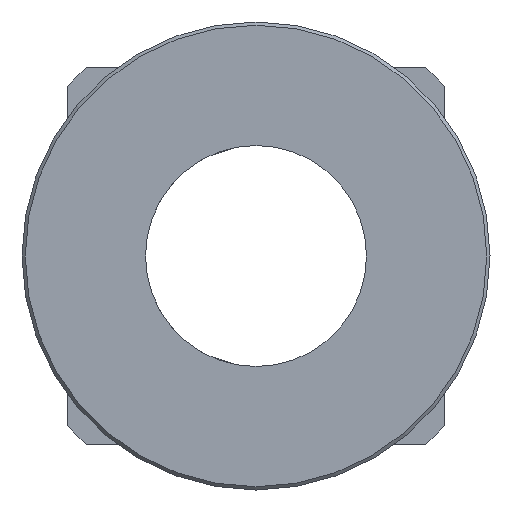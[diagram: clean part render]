
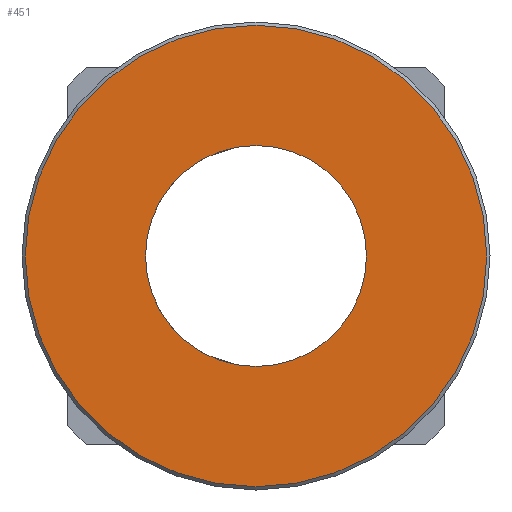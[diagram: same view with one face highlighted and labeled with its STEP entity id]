
A CAD part, left-side view. The second image highlights one B-rep face of the part: STEP entity #451.
In plain terms, the highlighted planar face has unit normal (-1, 0, 0).
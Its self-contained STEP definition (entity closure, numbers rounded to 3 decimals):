
#71=PLANE($,#494);
#92=FACE_BOUND($,#166,.T.);
#93=FACE_BOUND($,#167,.T.);
#166=EDGE_LOOP($,(#356));
#167=EDGE_LOOP($,(#357));
#213=CIRCLE($,#480,17.);
#220=CIRCLE($,#493,35.5);
#241=VERTEX_POINT($,#673);
#252=VERTEX_POINT($,#849);
#285=EDGE_CURVE($,#241,#241,#213,.T.);
#296=EDGE_CURVE($,#252,#252,#220,.T.);
#356=ORIENTED_EDGE($,*,*,#285,.T.);
#357=ORIENTED_EDGE($,*,*,#296,.F.);
#451=ADVANCED_FACE($,(#92,#93),#71,.T.);
#480=AXIS2_PLACEMENT_3D($,#674,#545,#546);
#493=AXIS2_PLACEMENT_3D($,#850,#571,#572);
#494=AXIS2_PLACEMENT_3D($,#851,#573,#574);
#545=DIRECTION('center_axis',(1.,0.,0.));
#546=DIRECTION('ref_axis',(0.,0.,-1.));
#571=DIRECTION('center_axis',(1.,0.,0.));
#572=DIRECTION('ref_axis',(0.,-1.,0.));
#573=DIRECTION('center_axis',(-1.,0.,0.));
#574=DIRECTION('ref_axis',(0.,0.,1.));
#673=CARTESIAN_POINT('',(0.,0.,17.));
#674=CARTESIAN_POINT('Origin',(0.,0.,0.));
#849=CARTESIAN_POINT('',(0.,35.5,0.));
#850=CARTESIAN_POINT('Origin',(0.,0.,0.));
#851=CARTESIAN_POINT('Origin',(0.,26.5,0.));
